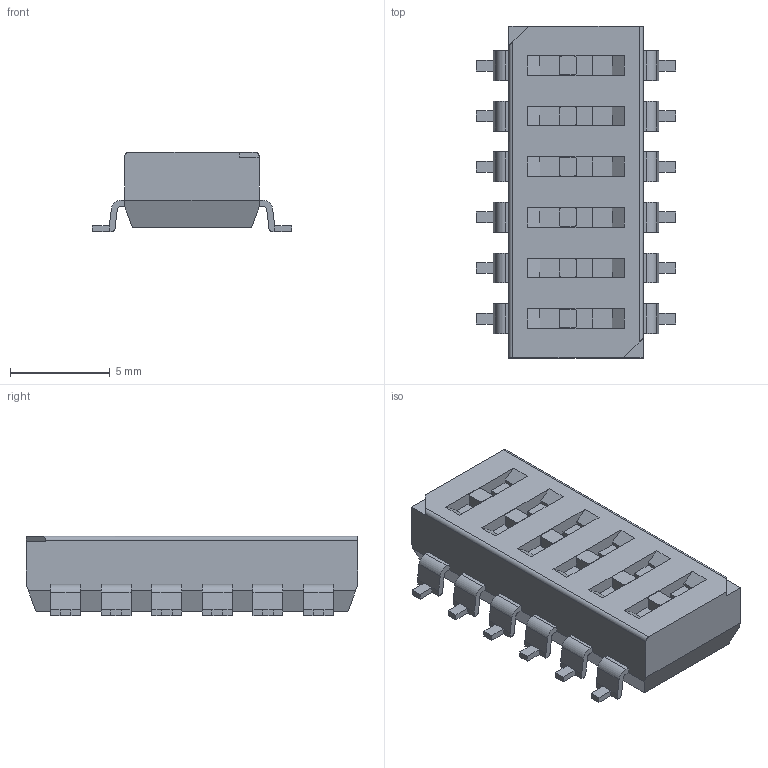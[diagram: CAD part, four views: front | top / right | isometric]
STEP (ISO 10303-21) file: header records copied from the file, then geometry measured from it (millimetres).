
FILE_DESCRIPTION(('FreeCAD Model'),'2;1');
FILE_NAME('219-6LPST.step','2019-07-12T16:57:01',('kicad StepUp'),( 'ksu MCAD'),'Open CASCADE STEP processor 7.3','FreeCAD','Unknown');
FILE_SCHEMA(('AUTOMOTIVE_DESIGN { 1 0 10303 214 1 1 1 1 }'));
Length unit declared in the file: millimetre
Products named in the file (1): 219-6LPST
Bounding box: 9.99 x 16.66 x 3.98 mm (x, y, z)
Volume: 409.5 mm3; surface area: 545.8 mm2
Topology: 1 solids, 1 shells, 334 faces, 906 edges, 592 vertices
Faces by surface type: plane 272, cylinder 62
Entity records: 10385 total; most frequent: CARTESIAN_POINT 1839, ORIENTED_EDGE 1812, DIRECTION 1696, EDGE_CURVE 906, LINE 782, VECTOR 782, VERTEX_POINT 592, AXIS2_PLACEMENT_3D 457
